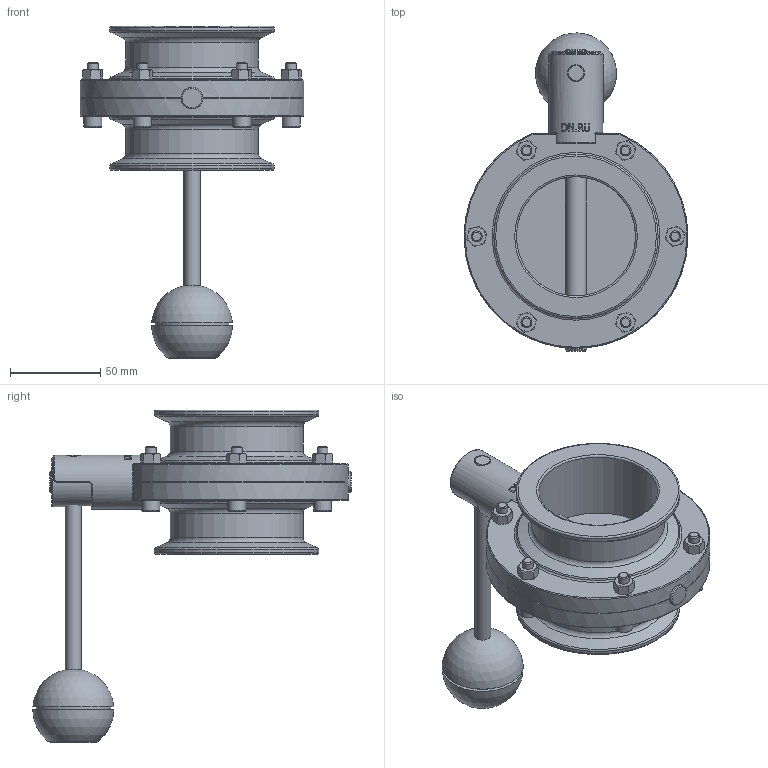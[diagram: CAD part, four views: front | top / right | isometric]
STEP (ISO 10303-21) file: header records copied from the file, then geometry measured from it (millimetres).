
FILE_DESCRIPTION(/* description */ (''),/* implementation_level */ '2;1');
FILE_NAME(/* name */ 'DN65_3D_STEP.stp',/* time_stamp */ '2024-10-29T21:30:30+03:00',/* author */ ('igorr'),/* organization */ (''),/* preprocessor_version */ 'ST-DEVELOPER v20',/* originating_system */ 'Autodesk Inventor 2025',/* authorisation */ '');
FILE_SCHEMA (('AUTOMOTIVE_DESIGN { 1 0 10303 214 3 1 1 }'));
Length unit declared in the file: millimetre
Products named in the file (5): Сборка; Деталь1; Деталь2; ANSI B18.2.4.2M - M6x1; AS 1420 - 1973 - M6 x 30
Assembly tree (14 placements, depth 2):
  Сборка
    Деталь1
    Деталь2
    ANSI B18.2.4.2M - M6x1  x6
    AS 1420 - 1973 - M6 x 30  x6
Bounding box: 123.99 x 176.53 x 184 mm (x, y, z)
Volume: 361936.5 mm3; surface area: 101617.6 mm2
Topology: 14 solids, 15 shells, 418 faces, 992 edges, 627 vertices
Faces by surface type: plane 174, cone 103, cylinder 76, torus 34, bspline 27, sphere 4
Full cylindrical faces by diameter (mm): 4.917 x6, 6 x18, 9 x3, 9.2 x1, 10 x6, 12 x3, 27 x1, 30 x1, 41 x1, 66 x2, 73.653 x2, 91 x2
Entity records: 8375 total; most frequent: CARTESIAN_POINT 2575, ORIENTED_EDGE 1122, DIRECTION 1116, EDGE_CURVE 561, AXIS2_PLACEMENT_3D 453, VERTEX_POINT 362, EDGE_LOOP 273, FACE_OUTER_BOUND 228
